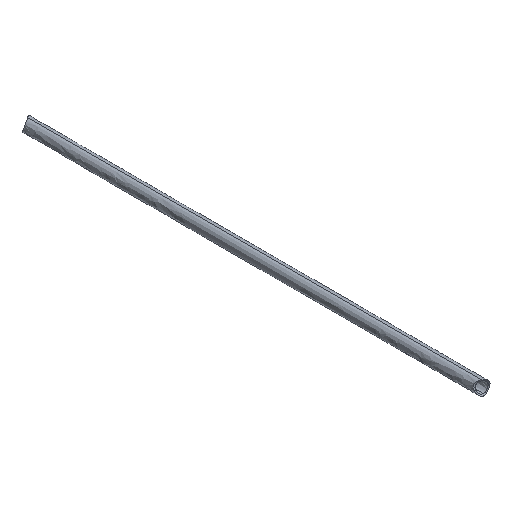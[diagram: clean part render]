
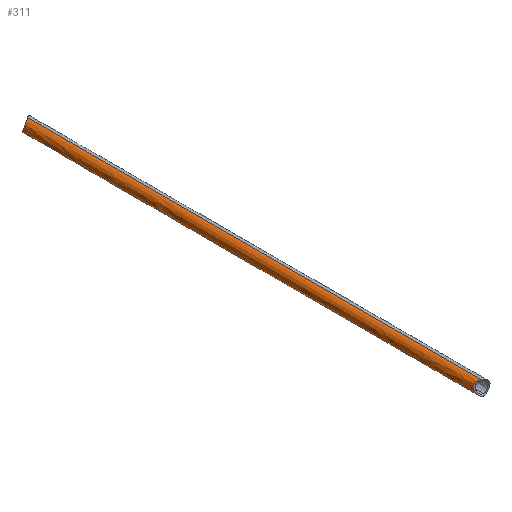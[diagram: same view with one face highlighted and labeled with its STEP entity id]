
A CAD part, isometric view. The second image highlights one B-rep face of the part: STEP entity #311.
In plain terms, the highlighted free-form (B-spline) face has degree [5, 4] with [6, 5] control points.
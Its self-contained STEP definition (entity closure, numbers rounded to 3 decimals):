
#135=CARTESIAN_POINT('Vertex',(-1571.952,271.189,245.1)) ;
#137=CARTESIAN_POINT('Vertex',(-1571.952,268.734,260.1)) ;
#141=CARTESIAN_POINT('Control Point',(-1571.952,271.189,245.1)) ;
#142=CARTESIAN_POINT('Control Point',(-1572.439,271.214,245.1)) ;
#143=CARTESIAN_POINT('Control Point',(-1572.93,271.223,245.139)) ;
#144=CARTESIAN_POINT('Control Point',(-1573.421,271.208,245.22)) ;
#145=CARTESIAN_POINT('Control Point',(-1574.727,271.09,245.549)) ;
#146=CARTESIAN_POINT('Control Point',(-1575.928,270.748,246.157)) ;
#147=CARTESIAN_POINT('Control Point',(-1576.605,270.434,246.637)) ;
#148=CARTESIAN_POINT('Control Point',(-1577.991,269.544,247.916)) ;
#149=CARTESIAN_POINT('Control Point',(-1578.893,268.439,249.491)) ;
#150=CARTESIAN_POINT('Control Point',(-1579.259,267.795,250.469)) ;
#151=CARTESIAN_POINT('Control Point',(-1579.596,266.769,252.248)) ;
#152=CARTESIAN_POINT('Control Point',(-1579.346,266.045,254.187)) ;
#153=CARTESIAN_POINT('Control Point',(-1579.138,265.826,254.981)) ;
#154=CARTESIAN_POINT('Control Point',(-1578.633,265.66,256.161)) ;
#155=CARTESIAN_POINT('Control Point',(-1577.903,265.746,257.195)) ;
#156=CARTESIAN_POINT('Control Point',(-1577.629,265.806,257.53)) ;
#157=CARTESIAN_POINT('Control Point',(-1577.013,265.987,258.178)) ;
#158=CARTESIAN_POINT('Control Point',(-1576.339,266.269,258.708)) ;
#159=CARTESIAN_POINT('Control Point',(-1575.974,266.438,258.952)) ;
#160=CARTESIAN_POINT('Control Point',(-1574.966,266.945,259.529)) ;
#161=CARTESIAN_POINT('Control Point',(-1573.925,267.546,259.884)) ;
#162=CARTESIAN_POINT('Control Point',(-1573.265,267.943,260.029)) ;
#163=CARTESIAN_POINT('Control Point',(-1572.607,268.344,260.1)) ;
#164=CARTESIAN_POINT('Control Point',(-1571.952,268.734,260.1)) ;
#229=CARTESIAN_POINT('Control Point',(-1571.952,281.206,245.1)) ;
#230=CARTESIAN_POINT('Control Point',(-1579.452,281.206,245.1)) ;
#231=CARTESIAN_POINT('Control Point',(-1583.202,281.206,252.6)) ;
#232=CARTESIAN_POINT('Control Point',(-1579.452,281.206,260.1)) ;
#233=CARTESIAN_POINT('Control Point',(-1571.952,281.206,260.1)) ;
#234=CARTESIAN_POINT('Control Point',(-1571.952,168.724,245.1)) ;
#235=CARTESIAN_POINT('Control Point',(-1579.452,168.724,245.1)) ;
#236=CARTESIAN_POINT('Control Point',(-1583.202,168.724,252.6)) ;
#237=CARTESIAN_POINT('Control Point',(-1579.452,168.724,260.1)) ;
#238=CARTESIAN_POINT('Control Point',(-1571.952,168.724,260.1)) ;
#239=CARTESIAN_POINT('Control Point',(-1571.952,56.241,245.1)) ;
#240=CARTESIAN_POINT('Control Point',(-1579.452,56.241,245.1)) ;
#241=CARTESIAN_POINT('Control Point',(-1583.202,56.241,252.6)) ;
#242=CARTESIAN_POINT('Control Point',(-1579.452,56.241,260.1)) ;
#243=CARTESIAN_POINT('Control Point',(-1571.952,56.241,260.1)) ;
#244=CARTESIAN_POINT('Control Point',(-1571.952,-56.241,245.1)) ;
#245=CARTESIAN_POINT('Control Point',(-1579.452,-56.241,245.1)) ;
#246=CARTESIAN_POINT('Control Point',(-1583.202,-56.241,252.6)) ;
#247=CARTESIAN_POINT('Control Point',(-1579.452,-56.241,260.1)) ;
#248=CARTESIAN_POINT('Control Point',(-1571.952,-56.241,260.1)) ;
#249=CARTESIAN_POINT('Control Point',(-1571.952,-168.724,245.1)) ;
#250=CARTESIAN_POINT('Control Point',(-1579.452,-168.724,245.1)) ;
#251=CARTESIAN_POINT('Control Point',(-1583.202,-168.724,252.6)) ;
#252=CARTESIAN_POINT('Control Point',(-1579.452,-168.724,260.1)) ;
#253=CARTESIAN_POINT('Control Point',(-1571.952,-168.724,260.1)) ;
#254=CARTESIAN_POINT('Control Point',(-1571.952,-281.206,245.1)) ;
#255=CARTESIAN_POINT('Control Point',(-1579.452,-281.206,245.1)) ;
#256=CARTESIAN_POINT('Control Point',(-1583.202,-281.206,252.6)) ;
#257=CARTESIAN_POINT('Control Point',(-1579.452,-281.206,260.1)) ;
#258=CARTESIAN_POINT('Control Point',(-1571.952,-281.206,260.1)) ;
#260=CARTESIAN_POINT('Control Point',(-1571.952,268.734,260.1)) ;
#261=CARTESIAN_POINT('Control Point',(-1571.952,161.24,260.1)) ;
#262=CARTESIAN_POINT('Control Point',(-1571.952,53.747,260.1)) ;
#263=CARTESIAN_POINT('Control Point',(-1571.952,-53.747,260.1)) ;
#264=CARTESIAN_POINT('Control Point',(-1571.952,-161.24,260.1)) ;
#265=CARTESIAN_POINT('Control Point',(-1571.952,-268.734,260.1)) ;
#266=CARTESIAN_POINT('Vertex',(-1571.952,-268.734,260.1)) ;
#270=CARTESIAN_POINT('Control Point',(-1571.952,271.189,245.1)) ;
#271=CARTESIAN_POINT('Control Point',(-1571.952,162.713,245.1)) ;
#272=CARTESIAN_POINT('Control Point',(-1571.952,54.238,245.1)) ;
#273=CARTESIAN_POINT('Control Point',(-1571.952,-54.238,245.1)) ;
#274=CARTESIAN_POINT('Control Point',(-1571.952,-162.713,245.1)) ;
#275=CARTESIAN_POINT('Control Point',(-1571.952,-271.189,245.1)) ;
#276=CARTESIAN_POINT('Vertex',(-1571.952,-271.189,245.1)) ;
#280=CARTESIAN_POINT('Control Point',(-1571.952,-271.189,245.1)) ;
#281=CARTESIAN_POINT('Control Point',(-1572.439,-271.214,245.1)) ;
#282=CARTESIAN_POINT('Control Point',(-1572.93,-271.223,245.139)) ;
#283=CARTESIAN_POINT('Control Point',(-1573.421,-271.208,245.22)) ;
#284=CARTESIAN_POINT('Control Point',(-1574.727,-271.09,245.549)) ;
#285=CARTESIAN_POINT('Control Point',(-1575.928,-270.748,246.157)) ;
#286=CARTESIAN_POINT('Control Point',(-1576.605,-270.434,246.637)) ;
#287=CARTESIAN_POINT('Control Point',(-1577.991,-269.544,247.916)) ;
#288=CARTESIAN_POINT('Control Point',(-1578.893,-268.439,249.491)) ;
#289=CARTESIAN_POINT('Control Point',(-1579.259,-267.795,250.469)) ;
#290=CARTESIAN_POINT('Control Point',(-1579.596,-266.769,252.248)) ;
#291=CARTESIAN_POINT('Control Point',(-1579.346,-266.045,254.187)) ;
#292=CARTESIAN_POINT('Control Point',(-1579.138,-265.826,254.981)) ;
#293=CARTESIAN_POINT('Control Point',(-1578.633,-265.66,256.161)) ;
#294=CARTESIAN_POINT('Control Point',(-1577.903,-265.746,257.195)) ;
#295=CARTESIAN_POINT('Control Point',(-1577.629,-265.806,257.53)) ;
#296=CARTESIAN_POINT('Control Point',(-1577.013,-265.987,258.178)) ;
#297=CARTESIAN_POINT('Control Point',(-1576.339,-266.269,258.708)) ;
#298=CARTESIAN_POINT('Control Point',(-1575.974,-266.438,258.952)) ;
#299=CARTESIAN_POINT('Control Point',(-1574.966,-266.945,259.529)) ;
#300=CARTESIAN_POINT('Control Point',(-1573.925,-267.546,259.884)) ;
#301=CARTESIAN_POINT('Control Point',(-1573.265,-267.943,260.029)) ;
#302=CARTESIAN_POINT('Control Point',(-1572.607,-268.344,260.1)) ;
#303=CARTESIAN_POINT('Control Point',(-1571.952,-268.734,260.1)) ;
#306=ORIENTED_EDGE('',*,*,#268,.F.) ;
#307=ORIENTED_EDGE('',*,*,#165,.F.) ;
#308=ORIENTED_EDGE('',*,*,#278,.T.) ;
#309=ORIENTED_EDGE('',*,*,#304,.T.) ;
#311=ADVANCED_FACE('Corps principal',(#310),#228,.T.) ;
#140=B_SPLINE_CURVE_WITH_KNOTS('',5,(#141,#142,#143,#144,#145,#146,#147,#148,#149,#150,#151,#152,#153,#154,#155,#156,#157,#158,#159,#160,#161,#162,#163,#164),.UNSPECIFIED.,.F.,.U.,(6,3,3,3,3,3,3,6),(0.,3.62,9.78,18.177,23.782,26.74,30.002,35.593),.UNSPECIFIED.) ;
#279=B_SPLINE_CURVE_WITH_KNOTS('',5,(#280,#281,#282,#283,#284,#285,#286,#287,#288,#289,#290,#291,#292,#293,#294,#295,#296,#297,#298,#299,#300,#301,#302,#303),.UNSPECIFIED.,.F.,.U.,(6,3,3,3,3,3,3,6),(0.,3.62,9.78,18.177,23.782,26.74,30.002,35.593),.UNSPECIFIED.) ;
#165=EDGE_CURVE('',#136,#138,#140,.T.) ;
#268=EDGE_CURVE('',#138,#267,#259,.T.) ;
#278=EDGE_CURVE('',#136,#277,#269,.T.) ;
#304=EDGE_CURVE('',#277,#267,#279,.T.) ;
#305=EDGE_LOOP('',(#306,#307,#308,#309)) ;
#310=FACE_OUTER_BOUND('',#305,.T.) ;
#136=VERTEX_POINT('',#135) ;
#138=VERTEX_POINT('',#137) ;
#267=VERTEX_POINT('',#266) ;
#277=VERTEX_POINT('',#276) ;
#259=(BOUNDED_CURVE()B_SPLINE_CURVE(5,(#260,#261,#262,#263,#264,#265),.UNSPECIFIED.,.F.,.U.)B_SPLINE_CURVE_WITH_KNOTS((6,6),(12.472,549.94),.UNSPECIFIED.)CURVE()GEOMETRIC_REPRESENTATION_ITEM()RATIONAL_B_SPLINE_CURVE((1.,1.,1.,1.,1.,1.))REPRESENTATION_ITEM('')) ;
#269=(BOUNDED_CURVE()B_SPLINE_CURVE(5,(#270,#271,#272,#273,#274,#275),.UNSPECIFIED.,.F.,.U.)B_SPLINE_CURVE_WITH_KNOTS((6,6),(10.017,552.395),.UNSPECIFIED.)CURVE()GEOMETRIC_REPRESENTATION_ITEM()RATIONAL_B_SPLINE_CURVE((1.,1.,1.,1.,1.,1.))REPRESENTATION_ITEM('')) ;
#228=(BOUNDED_SURFACE()B_SPLINE_SURFACE(5,4,((#229,#230,#231,#232,#233),(#234,#235,#236,#237,#238),(#239,#240,#241,#242,#243),(#244,#245,#246,#247,#248),(#249,#250,#251,#252,#253),(#254,#255,#256,#257,#258)),.UNSPECIFIED.,.F.,.F.,.U.)B_SPLINE_SURFACE_WITH_KNOTS((6,6),(5,5),(0.,562.412),(0.,23.562),.UNSPECIFIED.)GEOMETRIC_REPRESENTATION_ITEM()RATIONAL_B_SPLINE_SURFACE(((1.,0.707,0.667,0.707,1.),(1.,0.707,0.667,0.707,1.),(1.,0.707,0.667,0.707,1.),(1.,0.707,0.667,0.707,1.),(1.,0.707,0.667,0.707,1.),(1.,0.707,0.667,0.707,1.)))REPRESENTATION_ITEM('Rational BSpline Surface')SURFACE()) ;
